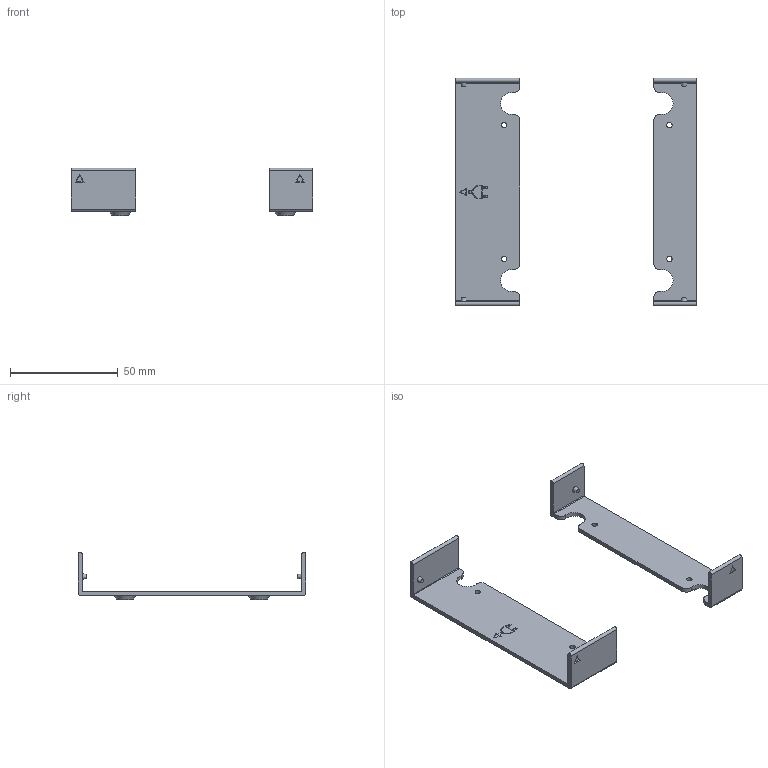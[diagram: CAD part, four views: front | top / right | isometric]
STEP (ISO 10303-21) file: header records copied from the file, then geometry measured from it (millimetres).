
FILE_DESCRIPTION(/* description */ (''),/* implementation_level */ '2;1');
FILE_NAME(/* name */ 'Mantiz_Venus_HDDMount.step',/* time_stamp */ '2021-02-20T15:35:25+08:00',/* author */ (''),/* organization */ (''),/* preprocessor_version */ 'ST-DEVELOPER v18.1',/* originating_system */ 'Autodesk Translation Framework v9.7.0.1280',/* authorisation */ '');
FILE_SCHEMA (('AUTOMOTIVE_DESIGN { 1 0 10303 214 3 1 1 }'));
Length unit declared in the file: millimetre
Products named in the file (3): HDDMount-35-25; Holder; Holder(Mirror)
Assembly tree (2 placements, depth 2):
  HDDMount-35-25
    Holder
    Holder(Mirror)
Bounding box: 112 x 105.5 x 22 mm (x, y, z)
Volume: 13857.7 mm3; surface area: 15036.3 mm2
Topology: 2 solids, 2 shells, 105 faces, 252 edges, 168 vertices
Faces by surface type: plane 67, cylinder 28, cone 10
Full cylindrical faces by diameter (mm): 2.529 x4
Entity records: 3161 total; most frequent: DIRECTION 546, CARTESIAN_POINT 534, ORIENTED_EDGE 504, EDGE_CURVE 252, AXIS2_PLACEMENT_3D 186, LINE 174, VECTOR 174, VERTEX_POINT 168
